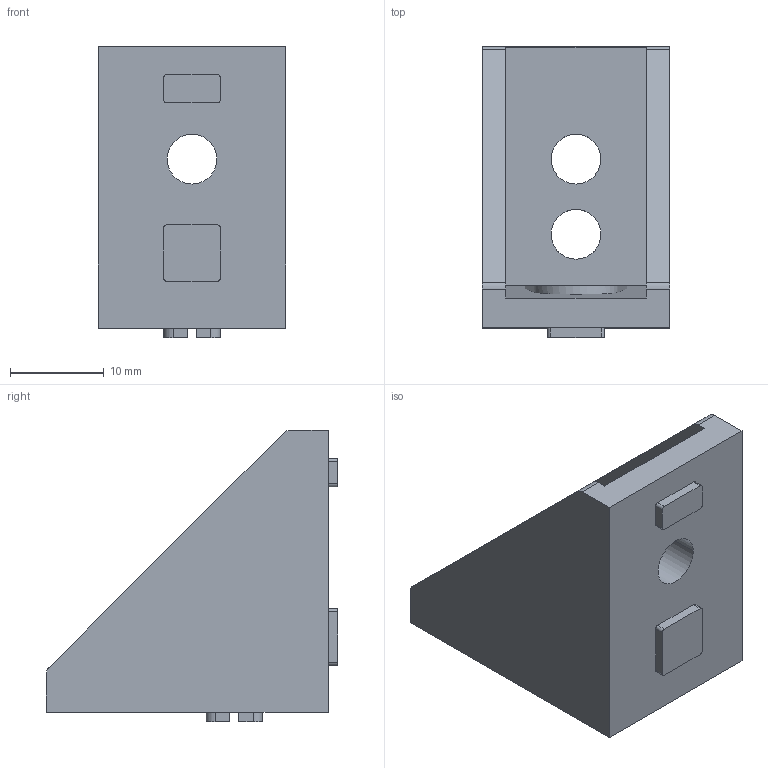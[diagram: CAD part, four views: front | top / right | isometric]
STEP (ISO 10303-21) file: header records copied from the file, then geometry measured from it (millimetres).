
FILE_DESCRIPTION( ( '' ), '1' );
FILE_NAME( 'hblfsn5_2_03.stp', '2014-09-19T17:11:43', ( '' ), ( '' ), ' ', ' ', ' ' );
FILE_SCHEMA( ( 'CONFIG_CONTROL_DESIGN' ) );
Length unit declared in the file: millimetre
Products named in the file (1): 1
Bounding box: 20 x 31 x 31 mm (x, y, z)
Volume: 6195.7 mm3; surface area: 4328.7 mm2
Topology: 1 solids, 1 shells, 68 faces, 189 edges, 126 vertices
Faces by surface type: plane 46, cylinder 22
Entity records: 2243 total; most frequent: CARTESIAN_POINT 384, DIRECTION 381, ORIENTED_EDGE 378, EDGE_CURVE 189, LINE 135, VECTOR 135, VERTEX_POINT 126, AXIS2_PLACEMENT_3D 123
